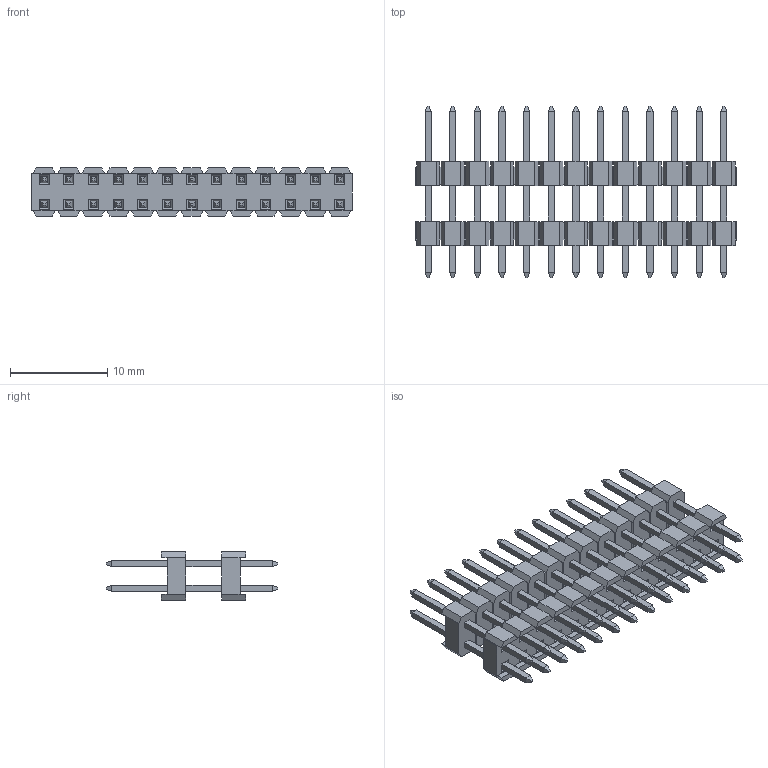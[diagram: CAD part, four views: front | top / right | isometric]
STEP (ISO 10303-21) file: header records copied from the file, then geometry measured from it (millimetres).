
FILE_DESCRIPTION (( 'STEP AP203' ), '1' );
FILE_NAME ('950-16-026-xx.stp', '2015-02-06T01:19:59', ( 'xian' ), ( 'we' ), 'SwSTEP 2.0', 'SolidWorks 2008', '' );
FILE_SCHEMA (( 'CONFIG_CONTROL_DESIGN' ));
Length unit declared in the file: millimetre
Products named in the file (3): 950-16-026-xx; I-144-2X40-2X13-0-2-B-0-G_默认; 0.635x17.7_默认
Assembly tree (28 placements, depth 2):
  950-16-026-xx
    0.635x17.7_默认  x26
    I-144-2X40-2X13-0-2-B-0-G_默认  x2
Bounding box: 33.02 x 17.7 x 5 mm (x, y, z)
Volume: 767.7 mm3; surface area: 2496.7 mm2
Topology: 28 solids, 28 shells, 1176 faces, 2744 edges, 1624 vertices
Faces by surface type: plane 1176
Entity records: 13105 total; most frequent: CARTESIAN_POINT 2107, ORIENTED_EDGE 2072, DIRECTION 1938, EDGE_CURVE 1036, VECTOR 1036, LINE 1036, VERTEX_POINT 620, EDGE_LOOP 472
